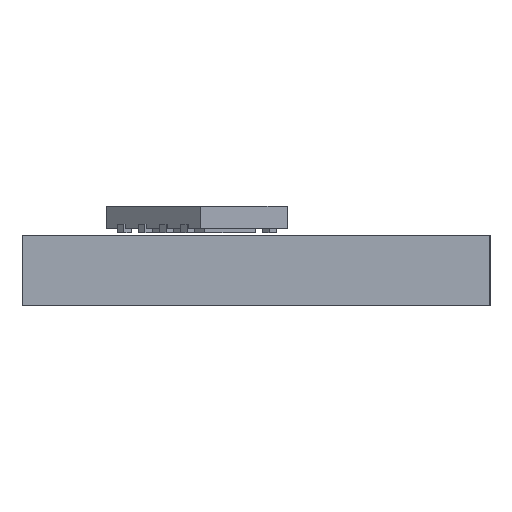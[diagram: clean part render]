
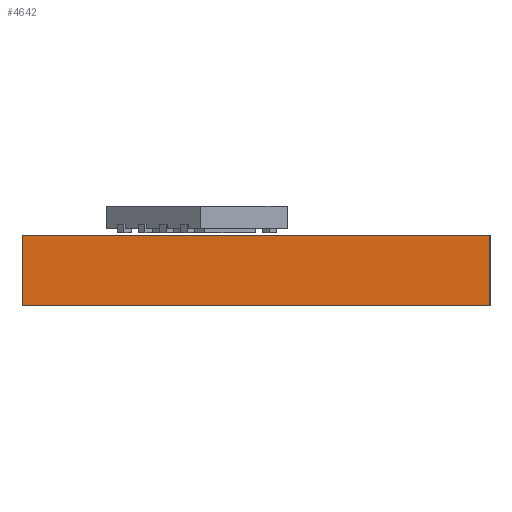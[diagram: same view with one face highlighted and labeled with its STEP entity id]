
A CAD part, front view. The second image highlights one B-rep face of the part: STEP entity #4642.
In plain terms, the highlighted planar face has unit normal (0, -1, 0).
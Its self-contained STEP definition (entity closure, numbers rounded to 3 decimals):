
#4642 = ADVANCED_FACE('',(#4643),#4657,.T.);
#4643 = FACE_BOUND('',#4644,.T.);
#4644 = EDGE_LOOP('',(#4645,#4680,#4708,#4736));
#4645 = ORIENTED_EDGE('',*,*,#4646,.T.);
#4646 = EDGE_CURVE('',#4647,#4649,#4651,.T.);
#4647 = VERTEX_POINT('',#4648);
#4648 = CARTESIAN_POINT('',(140.,-97.6,0.));
#4649 = VERTEX_POINT('',#4650);
#4650 = CARTESIAN_POINT('',(140.,-97.6,1.6));
#4651 = SURFACE_CURVE('',#4652,(#4656,#4668),.PCURVE_S1.);
#4652 = LINE('',#4653,#4654);
#4653 = CARTESIAN_POINT('',(140.,-97.6,0.));
#4654 = VECTOR('',#4655,1.);
#4655 = DIRECTION('',(0.,0.,1.));
#4656 = PCURVE('',#4657,#4662);
#4657 = PLANE('',#4658);
#4658 = AXIS2_PLACEMENT_3D('',#4659,#4660,#4661);
#4659 = CARTESIAN_POINT('',(140.,-97.6,0.));
#4660 = DIRECTION('',(0.,-1.,0.));
#4661 = DIRECTION('',(-1.,0.,0.));
#4662 = DEFINITIONAL_REPRESENTATION('',(#4663),#4667);
#4663 = LINE('',#4664,#4665);
#4664 = CARTESIAN_POINT('',(0.,-0.));
#4665 = VECTOR('',#4666,1.);
#4666 = DIRECTION('',(0.,-1.));
#4667 = ( GEOMETRIC_REPRESENTATION_CONTEXT(2) 
PARAMETRIC_REPRESENTATION_CONTEXT() REPRESENTATION_CONTEXT('2D SPACE',''
  ) );
#4668 = PCURVE('',#4669,#4674);
#4669 = PLANE('',#4670);
#4670 = AXIS2_PLACEMENT_3D('',#4671,#4672,#4673);
#4671 = CARTESIAN_POINT('',(140.,-87.4,0.));
#4672 = DIRECTION('',(1.,0.,-0.));
#4673 = DIRECTION('',(0.,-1.,0.));
#4674 = DEFINITIONAL_REPRESENTATION('',(#4675),#4679);
#4675 = LINE('',#4676,#4677);
#4676 = CARTESIAN_POINT('',(10.2,0.));
#4677 = VECTOR('',#4678,1.);
#4678 = DIRECTION('',(0.,-1.));
#4679 = ( GEOMETRIC_REPRESENTATION_CONTEXT(2) 
PARAMETRIC_REPRESENTATION_CONTEXT() REPRESENTATION_CONTEXT('2D SPACE',''
  ) );
#4680 = ORIENTED_EDGE('',*,*,#4681,.T.);
#4681 = EDGE_CURVE('',#4649,#4682,#4684,.T.);
#4682 = VERTEX_POINT('',#4683);
#4683 = CARTESIAN_POINT('',(129.4,-97.6,1.6));
#4684 = SURFACE_CURVE('',#4685,(#4689,#4696),.PCURVE_S1.);
#4685 = LINE('',#4686,#4687);
#4686 = CARTESIAN_POINT('',(140.,-97.6,1.6));
#4687 = VECTOR('',#4688,1.);
#4688 = DIRECTION('',(-1.,0.,0.));
#4689 = PCURVE('',#4657,#4690);
#4690 = DEFINITIONAL_REPRESENTATION('',(#4691),#4695);
#4691 = LINE('',#4692,#4693);
#4692 = CARTESIAN_POINT('',(0.,-1.6));
#4693 = VECTOR('',#4694,1.);
#4694 = DIRECTION('',(1.,0.));
#4695 = ( GEOMETRIC_REPRESENTATION_CONTEXT(2) 
PARAMETRIC_REPRESENTATION_CONTEXT() REPRESENTATION_CONTEXT('2D SPACE',''
  ) );
#4696 = PCURVE('',#4697,#4702);
#4697 = PLANE('',#4698);
#4698 = AXIS2_PLACEMENT_3D('',#4699,#4700,#4701);
#4699 = CARTESIAN_POINT('',(134.7,-92.5,1.6));
#4700 = DIRECTION('',(-0.,-0.,-1.));
#4701 = DIRECTION('',(-1.,0.,0.));
#4702 = DEFINITIONAL_REPRESENTATION('',(#4703),#4707);
#4703 = LINE('',#4704,#4705);
#4704 = CARTESIAN_POINT('',(-5.3,-5.1));
#4705 = VECTOR('',#4706,1.);
#4706 = DIRECTION('',(1.,0.));
#4707 = ( GEOMETRIC_REPRESENTATION_CONTEXT(2) 
PARAMETRIC_REPRESENTATION_CONTEXT() REPRESENTATION_CONTEXT('2D SPACE',''
  ) );
#4708 = ORIENTED_EDGE('',*,*,#4709,.F.);
#4709 = EDGE_CURVE('',#4710,#4682,#4712,.T.);
#4710 = VERTEX_POINT('',#4711);
#4711 = CARTESIAN_POINT('',(129.4,-97.6,0.));
#4712 = SURFACE_CURVE('',#4713,(#4717,#4724),.PCURVE_S1.);
#4713 = LINE('',#4714,#4715);
#4714 = CARTESIAN_POINT('',(129.4,-97.6,0.));
#4715 = VECTOR('',#4716,1.);
#4716 = DIRECTION('',(0.,0.,1.));
#4717 = PCURVE('',#4657,#4718);
#4718 = DEFINITIONAL_REPRESENTATION('',(#4719),#4723);
#4719 = LINE('',#4720,#4721);
#4720 = CARTESIAN_POINT('',(10.6,0.));
#4721 = VECTOR('',#4722,1.);
#4722 = DIRECTION('',(0.,-1.));
#4723 = ( GEOMETRIC_REPRESENTATION_CONTEXT(2) 
PARAMETRIC_REPRESENTATION_CONTEXT() REPRESENTATION_CONTEXT('2D SPACE',''
  ) );
#4724 = PCURVE('',#4725,#4730);
#4725 = PLANE('',#4726);
#4726 = AXIS2_PLACEMENT_3D('',#4727,#4728,#4729);
#4727 = CARTESIAN_POINT('',(129.4,-97.6,0.));
#4728 = DIRECTION('',(-1.,0.,0.));
#4729 = DIRECTION('',(0.,1.,0.));
#4730 = DEFINITIONAL_REPRESENTATION('',(#4731),#4735);
#4731 = LINE('',#4732,#4733);
#4732 = CARTESIAN_POINT('',(0.,0.));
#4733 = VECTOR('',#4734,1.);
#4734 = DIRECTION('',(0.,-1.));
#4735 = ( GEOMETRIC_REPRESENTATION_CONTEXT(2) 
PARAMETRIC_REPRESENTATION_CONTEXT() REPRESENTATION_CONTEXT('2D SPACE',''
  ) );
#4736 = ORIENTED_EDGE('',*,*,#4737,.F.);
#4737 = EDGE_CURVE('',#4647,#4710,#4738,.T.);
#4738 = SURFACE_CURVE('',#4739,(#4743,#4750),.PCURVE_S1.);
#4739 = LINE('',#4740,#4741);
#4740 = CARTESIAN_POINT('',(140.,-97.6,0.));
#4741 = VECTOR('',#4742,1.);
#4742 = DIRECTION('',(-1.,0.,0.));
#4743 = PCURVE('',#4657,#4744);
#4744 = DEFINITIONAL_REPRESENTATION('',(#4745),#4749);
#4745 = LINE('',#4746,#4747);
#4746 = CARTESIAN_POINT('',(0.,-0.));
#4747 = VECTOR('',#4748,1.);
#4748 = DIRECTION('',(1.,0.));
#4749 = ( GEOMETRIC_REPRESENTATION_CONTEXT(2) 
PARAMETRIC_REPRESENTATION_CONTEXT() REPRESENTATION_CONTEXT('2D SPACE',''
  ) );
#4750 = PCURVE('',#4751,#4756);
#4751 = PLANE('',#4752);
#4752 = AXIS2_PLACEMENT_3D('',#4753,#4754,#4755);
#4753 = CARTESIAN_POINT('',(134.7,-92.5,0.));
#4754 = DIRECTION('',(-0.,-0.,-1.));
#4755 = DIRECTION('',(-1.,0.,0.));
#4756 = DEFINITIONAL_REPRESENTATION('',(#4757),#4761);
#4757 = LINE('',#4758,#4759);
#4758 = CARTESIAN_POINT('',(-5.3,-5.1));
#4759 = VECTOR('',#4760,1.);
#4760 = DIRECTION('',(1.,0.));
#4761 = ( GEOMETRIC_REPRESENTATION_CONTEXT(2) 
PARAMETRIC_REPRESENTATION_CONTEXT() REPRESENTATION_CONTEXT('2D SPACE',''
  ) );
